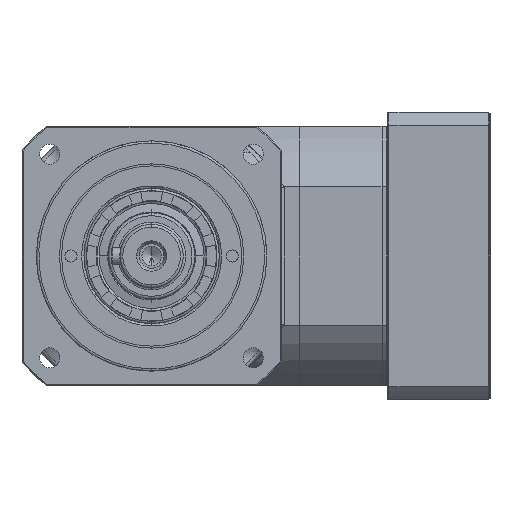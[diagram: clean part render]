
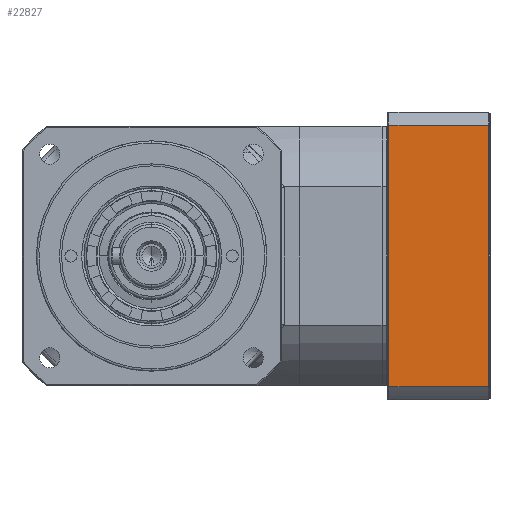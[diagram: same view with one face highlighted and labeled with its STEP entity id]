
A CAD part, left-side view. The second image highlights one B-rep face of the part: STEP entity #22827.
In plain terms, the highlighted face is planar.
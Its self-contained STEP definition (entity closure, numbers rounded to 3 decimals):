
#99 = VERTEX_POINT ( 'NONE', #20719 ) ;
#283 = LINE ( 'NONE', #24113, #306 ) ;
#306 = VECTOR ( 'NONE', #24022, 1000. ) ;
#1949 = VERTEX_POINT ( 'NONE', #27750 ) ;
#2253 = DIRECTION ( 'NONE',  ( 0., 0., -1. ) ) ;
#2309 = DIRECTION ( 'NONE',  ( 0., -1., 0. ) ) ;
#2752 = PLANE ( 'NONE',  #8357 ) ;
#3466 = ORIENTED_EDGE ( 'NONE', *, *, #21859, .T. ) ;
#3910 = LINE ( 'NONE', #8118, #3941 ) ;
#3941 = VECTOR ( 'NONE', #8667, 1000. ) ;
#3976 = VERTEX_POINT ( 'NONE', #9760 ) ;
#5657 = ORIENTED_EDGE ( 'NONE', *, *, #25646, .T. ) ;
#5909 = VECTOR ( 'NONE', #16522, 1000. ) ;
#5965 = LINE ( 'NONE', #16629, #5909 ) ;
#6658 = VERTEX_POINT ( 'NONE', #22089 ) ;
#8118 = CARTESIAN_POINT ( 'NONE',  ( 45.346, 50., 35.1 ) ) ;
#8288 = DIRECTION ( 'NONE',  ( 0., 0., -1. ) ) ;
#8317 = CARTESIAN_POINT ( 'NONE',  ( 45.346, 50., 35.5 ) ) ;
#8357 = AXIS2_PLACEMENT_3D ( 'NONE', #9126, #2309, #2253 ) ;
#8667 = DIRECTION ( 'NONE',  ( 1., 0., 0. ) ) ;
#9028 = FACE_OUTER_BOUND ( 'NONE', #11716, .T. ) ;
#9126 = CARTESIAN_POINT ( 'NONE',  ( -45.346, 50., 35.5 ) ) ;
#9760 = CARTESIAN_POINT ( 'NONE',  ( -45.346, 50., 35.1 ) ) ;
#11716 = EDGE_LOOP ( 'NONE', ( #15561, #24373, #3466, #5657 ) ) ;
#12375 = LINE ( 'NONE', #8317, #13008 ) ;
#13008 = VECTOR ( 'NONE', #8288, 1000. ) ;
#15561 = ORIENTED_EDGE ( 'NONE', *, *, #23846, .F. ) ;
#16522 = DIRECTION ( 'NONE',  ( 0., 0., -1. ) ) ;
#16629 = CARTESIAN_POINT ( 'NONE',  ( -45.346, 50., 35.5 ) ) ;
#20719 = CARTESIAN_POINT ( 'NONE',  ( -45.346, 50., 0.4 ) ) ;
#21859 = EDGE_CURVE ( 'NONE', #1949, #6658, #12375, .T. ) ;
#22089 = CARTESIAN_POINT ( 'NONE',  ( 45.346, 50., 0.4 ) ) ;
#22827 = ADVANCED_FACE ( 'NONE', ( #9028 ), #2752, .F. ) ;
#23846 = EDGE_CURVE ( 'NONE', #3976, #99, #5965, .T. ) ;
#24022 = DIRECTION ( 'NONE',  ( -1., 0., 0. ) ) ;
#24113 = CARTESIAN_POINT ( 'NONE',  ( -45.346, 50., 0.4 ) ) ;
#24373 = ORIENTED_EDGE ( 'NONE', *, *, #24501, .T. ) ;
#24501 = EDGE_CURVE ( 'NONE', #3976, #1949, #3910, .T. ) ;
#25646 = EDGE_CURVE ( 'NONE', #6658, #99, #283, .T. ) ;
#27750 = CARTESIAN_POINT ( 'NONE',  ( 45.346, 50., 35.1 ) ) ;
